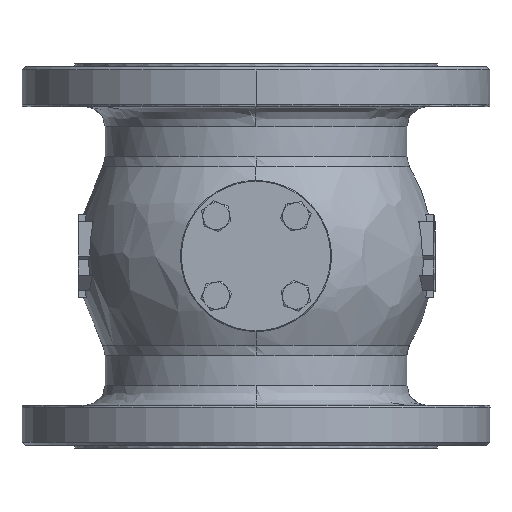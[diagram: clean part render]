
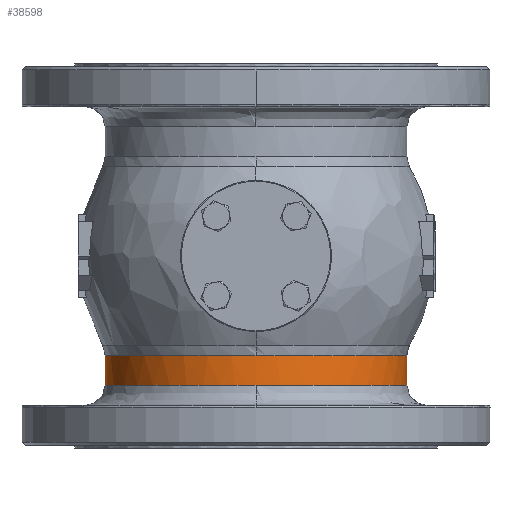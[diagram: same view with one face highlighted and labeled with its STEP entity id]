
A CAD part, front view. The second image highlights one B-rep face of the part: STEP entity #38598.
In plain terms, the highlighted cylindrical face has radius 90 mm (diameter 180 mm), a partial arc.
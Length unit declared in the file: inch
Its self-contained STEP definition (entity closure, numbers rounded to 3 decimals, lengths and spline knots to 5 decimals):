
#519 = EDGE_CURVE ( 'NONE', #1582, #40276, #41273, .T. ) ;
#1179 = CARTESIAN_POINT ( 'NONE',  ( 3.54331, 0., -3.03543 ) ) ;
#1349 = CARTESIAN_POINT ( 'NONE',  ( 3.54331, -2.3622, -2.33581 ) ) ;
#1582 = VERTEX_POINT ( 'NONE', #7065 ) ;
#2617 = CARTESIAN_POINT ( 'NONE',  ( 3.54331, 0., -2.33581 ) ) ;
#2681 = CARTESIAN_POINT ( 'NONE',  ( -3.54331, 0., -2.80223 ) ) ;
#4040 = CARTESIAN_POINT ( 'NONE',  ( 3.54331, 0., -2.56902 ) ) ;
#4395 = CARTESIAN_POINT ( 'NONE',  ( -3.54331, 0., -3.03543 ) ) ;
#4827 = ORIENTED_EDGE ( 'NONE', *, *, #34000, .F. ) ;
#5112 = CARTESIAN_POINT ( 'NONE',  ( 0., -3.54331, -2.33581 ) ) ;
#5376 = CARTESIAN_POINT ( 'NONE',  ( 1.77165, -3.54331, -2.33581 ) ) ;
#6789 =( BOUNDED_CURVE ( )  B_SPLINE_CURVE ( 3, ( #4395, #52560, #11641, #28982 ),
 .UNSPECIFIED., .F., .F. ) 
 B_SPLINE_CURVE_WITH_KNOTS ( ( 4, 4 ),
 ( 0., 1. ),
 .UNSPECIFIED. ) 
 CURVE ( )  GEOMETRIC_REPRESENTATION_ITEM ( )  RATIONAL_B_SPLINE_CURVE ( ( 0.478, 0.478, 0.638, 0.957 ) ) 
 REPRESENTATION_ITEM ( '' )  );
#7065 = CARTESIAN_POINT ( 'NONE',  ( 3.54331, 0., -3.03543 ) ) ;
#10210 = CARTESIAN_POINT ( 'NONE',  ( -3.54331, 0., -2.33581 ) ) ;
#11641 = CARTESIAN_POINT ( 'NONE',  ( -1.77165, -3.54331, -3.03543 ) ) ;
#11892 = CARTESIAN_POINT ( 'NONE',  ( -1.77165, -3.54331, -2.33581 ) ) ;
#14880 = ORIENTED_EDGE ( 'NONE', *, *, #48873, .F. ) ;
#15824 = CARTESIAN_POINT ( 'NONE',  ( 3.54331, 0., -2.80223 ) ) ;
#16280 = CYLINDRICAL_SURFACE ( 'NONE', #32412, 3.54331 ) ;
#17048 = DIRECTION ( 'NONE',  ( 0., 0., 1. ) ) ;
#17247 = CARTESIAN_POINT ( 'NONE',  ( 0., -3.54331, -3.03543 ) ) ;
#18743 = ORIENTED_EDGE ( 'NONE', *, *, #52861, .F. ) ;
#19852 = VERTEX_POINT ( 'NONE', #32420 ) ;
#19920 = B_SPLINE_CURVE_WITH_KNOTS ( 'NONE', 3,
 ( #10210, #30268, #2681, #34831 ),
 .UNSPECIFIED., .F., .F.,
 ( 4, 4 ),
 ( 0., 1. ),
 .UNSPECIFIED. ) ;
#20354 = CARTESIAN_POINT ( 'NONE',  ( 3.54331, 0., -2.33581 ) ) ;
#20531 = DIRECTION ( 'NONE',  ( 1., 0., 0. ) ) ;
#20674 =( BOUNDED_CURVE ( )  B_SPLINE_CURVE ( 3, ( #45274, #11892, #24426, #28968 ),
 .UNSPECIFIED., .F., .F. ) 
 B_SPLINE_CURVE_WITH_KNOTS ( ( 4, 4 ),
 ( 0., 1. ),
 .UNSPECIFIED. ) 
 CURVE ( )  GEOMETRIC_REPRESENTATION_ITEM ( )  RATIONAL_B_SPLINE_CURVE ( ( 0.984, 0.656, 0.492, 0.492 ) ) 
 REPRESENTATION_ITEM ( '' )  );
#21316 = CARTESIAN_POINT ( 'NONE',  ( 0., -3.54331, -2.33581 ) ) ;
#21506 = CARTESIAN_POINT ( 'NONE',  ( 3.54331, -2.3622, -3.03543 ) ) ;
#24426 = CARTESIAN_POINT ( 'NONE',  ( -3.54331, -2.3622, -2.33581 ) ) ;
#24454 = ORIENTED_EDGE ( 'NONE', *, *, #519, .F. ) ;
#28968 = CARTESIAN_POINT ( 'NONE',  ( -3.54331, 0., -2.33581 ) ) ;
#28982 = CARTESIAN_POINT ( 'NONE',  ( 0., -3.54331, -3.03543 ) ) ;
#29223 = CARTESIAN_POINT ( 'NONE',  ( -3.54331, 0., -2.33581 ) ) ;
#29969 = CARTESIAN_POINT ( 'NONE',  ( -3.54331, 0., -3.03543 ) ) ;
#30268 = CARTESIAN_POINT ( 'NONE',  ( -3.54331, 0., -2.56902 ) ) ;
#30342 = VERTEX_POINT ( 'NONE', #21316 ) ;
#32307 = EDGE_CURVE ( 'NONE', #30342, #42696, #20674, .T. ) ;
#32412 = AXIS2_PLACEMENT_3D ( 'NONE', #45376, #17048, #20531 ) ;
#32420 = CARTESIAN_POINT ( 'NONE',  ( 0., -3.54331, -3.03543 ) ) ;
#32699 = CARTESIAN_POINT ( 'NONE',  ( 3.54331, 0., -3.03543 ) ) ;
#33569 = ORIENTED_EDGE ( 'NONE', *, *, #37161, .F. ) ;
#33843 = VERTEX_POINT ( 'NONE', #29969 ) ;
#34000 = EDGE_CURVE ( 'NONE', #33843, #19852, #6789, .T. ) ;
#34114 = CARTESIAN_POINT ( 'NONE',  ( 1.77165, -3.54331, -3.03543 ) ) ;
#34647 = EDGE_LOOP ( 'NONE', ( #14880, #36407, #18743, #24454, #33569, #4827 ) ) ;
#34831 = CARTESIAN_POINT ( 'NONE',  ( -3.54331, 0., -3.03543 ) ) ;
#36336 = FACE_OUTER_BOUND ( 'NONE', #34647, .T. ) ;
#36407 = ORIENTED_EDGE ( 'NONE', *, *, #32307, .F. ) ;
#36707 =( BOUNDED_CURVE ( )  B_SPLINE_CURVE ( 3, ( #38278, #1349, #5376, #5112 ),
 .UNSPECIFIED., .F., .F. ) 
 B_SPLINE_CURVE_WITH_KNOTS ( ( 4, 4 ),
 ( 0., 1. ),
 .UNSPECIFIED. ) 
 CURVE ( )  GEOMETRIC_REPRESENTATION_ITEM ( )  RATIONAL_B_SPLINE_CURVE ( ( 0.492, 0.492, 0.656, 0.984 ) ) 
 REPRESENTATION_ITEM ( '' )  );
#37161 = EDGE_CURVE ( 'NONE', #19852, #1582, #38183, .T. ) ;
#38183 =( BOUNDED_CURVE ( )  B_SPLINE_CURVE ( 3, ( #17247, #34114, #21506, #1179 ),
 .UNSPECIFIED., .F., .F. ) 
 B_SPLINE_CURVE_WITH_KNOTS ( ( 4, 4 ),
 ( 0., 1. ),
 .UNSPECIFIED. ) 
 CURVE ( )  GEOMETRIC_REPRESENTATION_ITEM ( )  RATIONAL_B_SPLINE_CURVE ( ( 0.957, 0.638, 0.478, 0.478 ) ) 
 REPRESENTATION_ITEM ( '' )  );
#38278 = CARTESIAN_POINT ( 'NONE',  ( 3.54331, 0., -2.33581 ) ) ;
#38598 = ADVANCED_FACE ( 'NONE', ( #36336 ), #16280, .F. ) ;
#40276 = VERTEX_POINT ( 'NONE', #2617 ) ;
#41273 = B_SPLINE_CURVE_WITH_KNOTS ( 'NONE', 3,
 ( #32699, #15824, #4040, #20354 ),
 .UNSPECIFIED., .F., .F.,
 ( 4, 4 ),
 ( 0., 1. ),
 .UNSPECIFIED. ) ;
#42696 = VERTEX_POINT ( 'NONE', #29223 ) ;
#45274 = CARTESIAN_POINT ( 'NONE',  ( 0., -3.54331, -2.33581 ) ) ;
#45376 = CARTESIAN_POINT ( 'NONE',  ( 0., 0., -3.03543 ) ) ;
#48873 = EDGE_CURVE ( 'NONE', #42696, #33843, #19920, .T. ) ;
#52560 = CARTESIAN_POINT ( 'NONE',  ( -3.54331, -2.3622, -3.03543 ) ) ;
#52861 = EDGE_CURVE ( 'NONE', #40276, #30342, #36707, .T. ) ;
